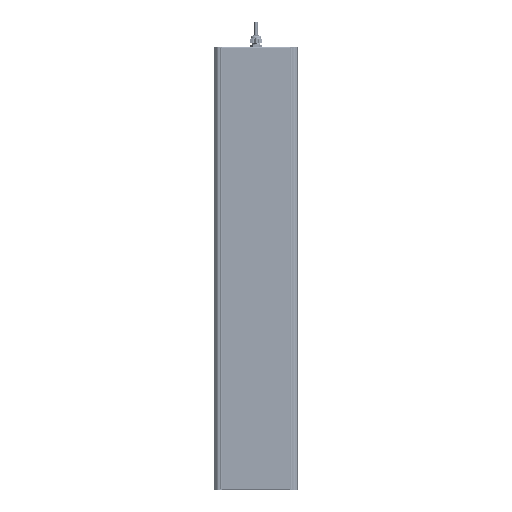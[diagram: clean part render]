
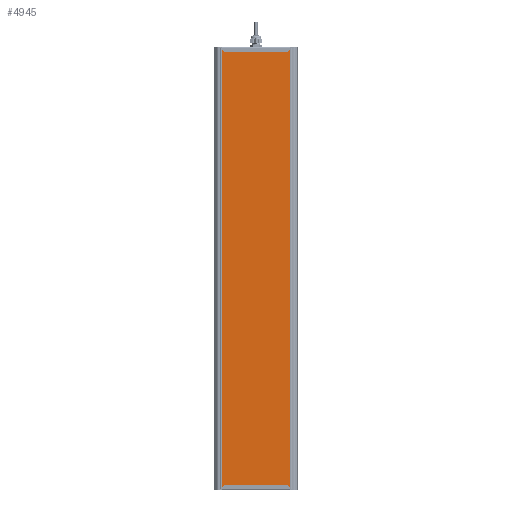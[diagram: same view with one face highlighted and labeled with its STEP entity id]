
A CAD part, front view. The second image highlights one B-rep face of the part: STEP entity #4945.
In plain terms, the highlighted face is planar.
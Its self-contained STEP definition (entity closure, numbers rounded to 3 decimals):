
#4945=ADVANCED_FACE('',(#15840),#15842,.T.);
#15840=FACE_BOUND('',#15841,.T.);
#15841=EDGE_LOOP('',(#46596,#46597,#46598,#46599));
#15842=PLANE('',#15843);
#15843=AXIS2_PLACEMENT_3D('',#15844,#15845,#15846);
#15844=CARTESIAN_POINT('',(2111.497,401.002,-34.582));
#15845=DIRECTION('',(0.,0.,-1.));
#15846=DIRECTION('',(0.,1.,0.));
#46596=ORIENTED_EDGE('',*,*,#55482,.F.);
#46597=ORIENTED_EDGE('',*,*,#55481,.T.);
#46598=ORIENTED_EDGE('',*,*,#55483,.F.);
#46599=ORIENTED_EDGE('',*,*,#55484,.F.);
#55481=EDGE_CURVE('',#62217,#62221,#62223,.T.);
#55482=EDGE_CURVE('',#62217,#62224,#62225,.T.);
#55483=EDGE_CURVE('',#62226,#62221,#62227,.T.);
#55484=EDGE_CURVE('',#62224,#62226,#62228,.T.);
#62217=VERTEX_POINT('',#82847);
#62221=VERTEX_POINT('',#82855);
#62223=LINE('',#82859,#82860);
#62224=VERTEX_POINT('',#82862);
#62225=LINE('',#82863,#82864);
#62226=VERTEX_POINT('',#82866);
#62227=LINE('',#82867,#82868);
#62228=LINE('',#82870,#82871);
#82847=CARTESIAN_POINT('',(2111.497,565.13,-34.582));
#82855=CARTESIAN_POINT('',(3107.497,565.13,-34.582));
#82859=CARTESIAN_POINT('',(2111.497,565.13,-34.582));
#82860=VECTOR('',#82861,1.);
#82861=DIRECTION('',(1.,0.,0.));
#82862=CARTESIAN_POINT('',(2111.497,401.002,-34.582));
#82863=CARTESIAN_POINT('',(2111.497,565.13,-34.582));
#82864=VECTOR('',#82865,1.);
#82865=DIRECTION('',(0.,-1.,0.));
#82866=CARTESIAN_POINT('',(3107.497,401.002,-34.582));
#82867=CARTESIAN_POINT('',(3107.497,401.002,-34.582));
#82868=VECTOR('',#82869,1.);
#82869=DIRECTION('',(0.,1.,0.));
#82870=CARTESIAN_POINT('',(2111.497,401.002,-34.582));
#82871=VECTOR('',#82872,1.);
#82872=DIRECTION('',(1.,0.,0.));
